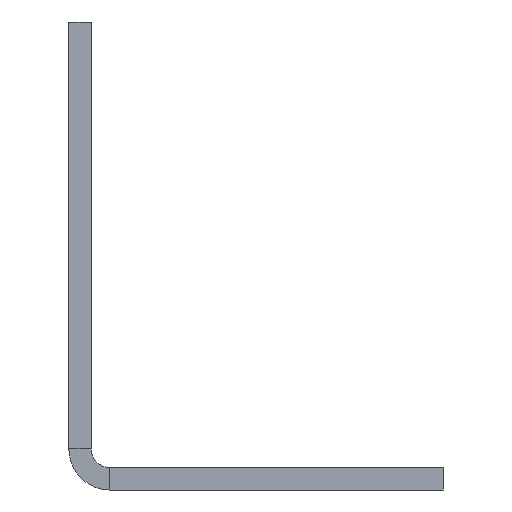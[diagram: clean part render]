
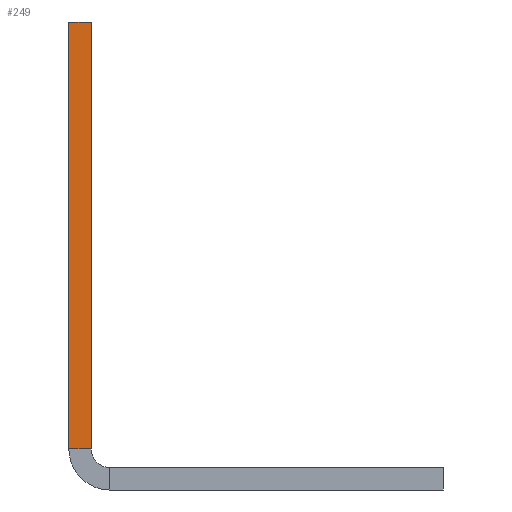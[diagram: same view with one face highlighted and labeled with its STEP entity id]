
A CAD part, left-side view. The second image highlights one B-rep face of the part: STEP entity #249.
In plain terms, the highlighted planar face has unit normal (-1, 0, 0).
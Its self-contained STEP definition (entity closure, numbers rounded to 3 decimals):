
#3 = VECTOR ( 'NONE', #203, 1000. ) ;
#7 = LINE ( 'NONE', #423, #29 ) ;
#12 = EDGE_CURVE ( 'NONE', #77, #510, #80, .T. ) ;
#29 = VECTOR ( 'NONE', #397, 1000. ) ;
#72 = EDGE_CURVE ( 'NONE', #77, #481, #152, .T. ) ;
#77 = VERTEX_POINT ( 'NONE', #381 ) ;
#80 = LINE ( 'NONE', #200, #3 ) ;
#82 = ORIENTED_EDGE ( 'NONE', *, *, #12, .T. ) ;
#95 = AXIS2_PLACEMENT_3D ( 'NONE', #383, #287, #426 ) ;
#131 = EDGE_LOOP ( 'NONE', ( #251, #82, #270, #434 ) ) ;
#143 = VECTOR ( 'NONE', #322, 1000. ) ;
#152 = LINE ( 'NONE', #302, #143 ) ;
#163 = LINE ( 'NONE', #425, #493 ) ;
#200 = CARTESIAN_POINT ( 'NONE',  ( 25.5, 18.8, 23.8 ) ) ;
#203 = DIRECTION ( 'NONE',  ( 0., 0., 1. ) ) ;
#249 = ADVANCED_FACE ( 'NONE', ( #532 ), #436, .F. ) ;
#251 = ORIENTED_EDGE ( 'NONE', *, *, #72, .F. ) ;
#270 = ORIENTED_EDGE ( 'NONE', *, *, #463, .F. ) ;
#287 = DIRECTION ( 'NONE',  ( 1., 0., 0. ) ) ;
#302 = CARTESIAN_POINT ( 'NONE',  ( 25.5, 18.8, 1. ) ) ;
#303 = CARTESIAN_POINT ( 'NONE',  ( 25.5, 20., 1. ) ) ;
#322 = DIRECTION ( 'NONE',  ( 0., 1., 0. ) ) ;
#381 = CARTESIAN_POINT ( 'NONE',  ( 25.5, 18.8, 1. ) ) ;
#383 = CARTESIAN_POINT ( 'NONE',  ( 25.5, 20., 23.8 ) ) ;
#397 = DIRECTION ( 'NONE',  ( 0., 0., 1. ) ) ;
#400 = CARTESIAN_POINT ( 'NONE',  ( 25.5, 18.8, 23.8 ) ) ;
#402 = CARTESIAN_POINT ( 'NONE',  ( 25.5, 20., 23.8 ) ) ;
#423 = CARTESIAN_POINT ( 'NONE',  ( 25.5, 20., 0. ) ) ;
#425 = CARTESIAN_POINT ( 'NONE',  ( 25.5, 20., 23.8 ) ) ;
#426 = DIRECTION ( 'NONE',  ( 0., 0., -1. ) ) ;
#434 = ORIENTED_EDGE ( 'NONE', *, *, #495, .F. ) ;
#436 = PLANE ( 'NONE',  #95 ) ;
#463 = EDGE_CURVE ( 'NONE', #523, #510, #163, .T. ) ;
#481 = VERTEX_POINT ( 'NONE', #303 ) ;
#493 = VECTOR ( 'NONE', #499, 1000. ) ;
#495 = EDGE_CURVE ( 'NONE', #481, #523, #7, .T. ) ;
#499 = DIRECTION ( 'NONE',  ( 0., -1., 0. ) ) ;
#510 = VERTEX_POINT ( 'NONE', #400 ) ;
#523 = VERTEX_POINT ( 'NONE', #402 ) ;
#532 = FACE_OUTER_BOUND ( 'NONE', #131, .T. ) ;
